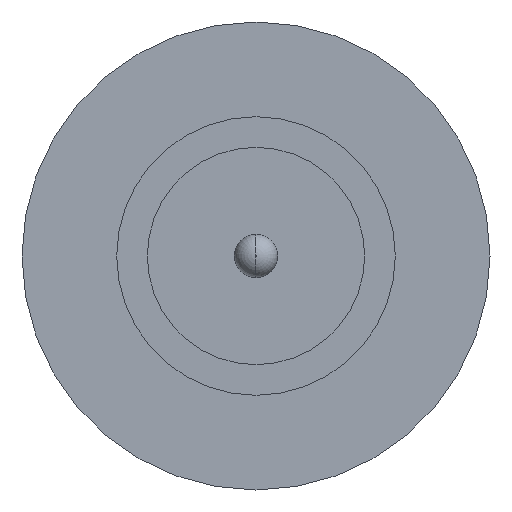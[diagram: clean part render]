
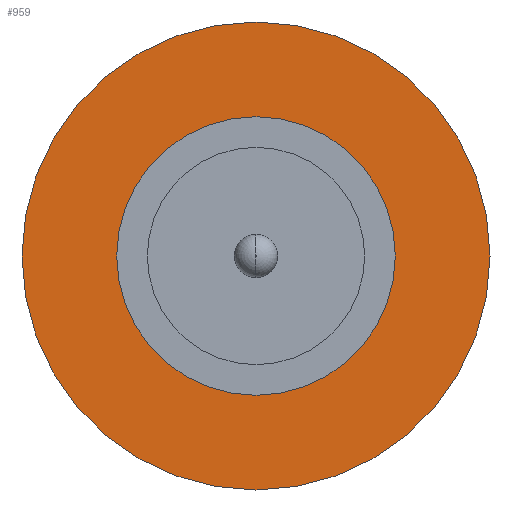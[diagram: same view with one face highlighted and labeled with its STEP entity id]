
A CAD part, left-side view. The second image highlights one B-rep face of the part: STEP entity #959.
In plain terms, the highlighted face is planar.
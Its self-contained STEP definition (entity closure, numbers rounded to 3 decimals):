
#36 = CARTESIAN_POINT ( 'NONE',  ( -1.25, 0., 0. ) ) ;
#75 = VERTEX_POINT ( 'NONE', #779 ) ;
#108 = EDGE_CURVE ( 'NONE', #164, #205, #831, .T. ) ;
#147 = DIRECTION ( 'NONE',  ( 0., 0., 1. ) ) ;
#164 = VERTEX_POINT ( 'NONE', #440 ) ;
#182 = AXIS2_PLACEMENT_3D ( 'NONE', #427, #679, #201 ) ;
#201 = DIRECTION ( 'NONE',  ( 1., 0., 0. ) ) ;
#205 = VERTEX_POINT ( 'NONE', #36 ) ;
#215 = AXIS2_PLACEMENT_3D ( 'NONE', #229, #292, #858 ) ;
#229 = CARTESIAN_POINT ( 'NONE',  ( 0., 2.1, 0. ) ) ;
#258 = FACE_BOUND ( 'NONE', #630, .T. ) ;
#259 = AXIS2_PLACEMENT_3D ( 'NONE', #945, #147, #530 ) ;
#268 = AXIS2_PLACEMENT_3D ( 'NONE', #724, #313, #324 ) ;
#286 = AXIS2_PLACEMENT_3D ( 'NONE', #834, #333, #666 ) ;
#292 = DIRECTION ( 'NONE',  ( 0., 0., -1. ) ) ;
#294 = EDGE_CURVE ( 'NONE', #366, #75, #661, .T. ) ;
#313 = DIRECTION ( 'NONE',  ( 0., 0., 1. ) ) ;
#324 = DIRECTION ( 'NONE',  ( 1., 0., 0. ) ) ;
#333 = DIRECTION ( 'NONE',  ( 0., 0., 1. ) ) ;
#337 = ORIENTED_EDGE ( 'NONE', *, *, #294, .T. ) ;
#366 = VERTEX_POINT ( 'NONE', #636 ) ;
#427 = CARTESIAN_POINT ( 'NONE',  ( 0., 0., 0. ) ) ;
#440 = CARTESIAN_POINT ( 'NONE',  ( 1.25, 0., 0. ) ) ;
#466 = ORIENTED_EDGE ( 'NONE', *, *, #784, .F. ) ;
#492 = FACE_OUTER_BOUND ( 'NONE', #914, .T. ) ;
#530 = DIRECTION ( 'NONE',  ( 1., 0., 0. ) ) ;
#587 = EDGE_CURVE ( 'NONE', #75, #366, #673, .T. ) ;
#598 = CIRCLE ( 'NONE', #182, 1.25 ) ;
#630 = EDGE_LOOP ( 'NONE', ( #796, #466 ) ) ;
#636 = CARTESIAN_POINT ( 'NONE',  ( -2.1, 0., 0. ) ) ;
#661 = CIRCLE ( 'NONE', #259, 2.1 ) ;
#666 = DIRECTION ( 'NONE',  ( 1., 0., 0. ) ) ;
#673 = CIRCLE ( 'NONE', #286, 2.1 ) ;
#679 = DIRECTION ( 'NONE',  ( 0., 0., 1. ) ) ;
#724 = CARTESIAN_POINT ( 'NONE',  ( 0., 0., 0. ) ) ;
#777 = PLANE ( 'NONE',  #215 ) ;
#779 = CARTESIAN_POINT ( 'NONE',  ( 2.1, 0., 0. ) ) ;
#784 = EDGE_CURVE ( 'NONE', #205, #164, #598, .T. ) ;
#796 = ORIENTED_EDGE ( 'NONE', *, *, #108, .F. ) ;
#831 = CIRCLE ( 'NONE', #268, 1.25 ) ;
#834 = CARTESIAN_POINT ( 'NONE',  ( 0., 0., 0. ) ) ;
#858 = DIRECTION ( 'NONE',  ( -1., 0., 0. ) ) ;
#906 = ORIENTED_EDGE ( 'NONE', *, *, #587, .T. ) ;
#914 = EDGE_LOOP ( 'NONE', ( #906, #337 ) ) ;
#945 = CARTESIAN_POINT ( 'NONE',  ( 0., 0., 0. ) ) ;
#959 = ADVANCED_FACE ( 'NONE', ( #258, #492 ), #777, .F. ) ;
